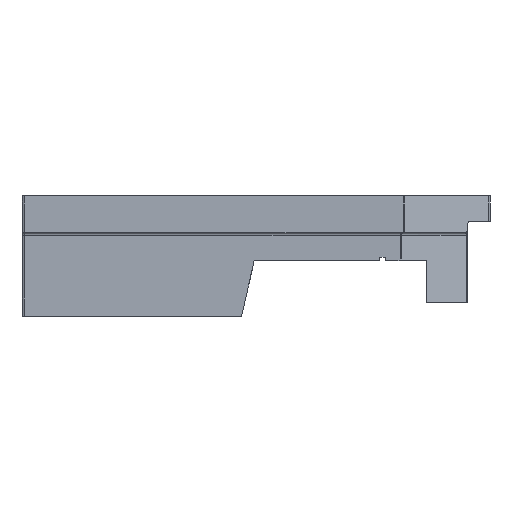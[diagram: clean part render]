
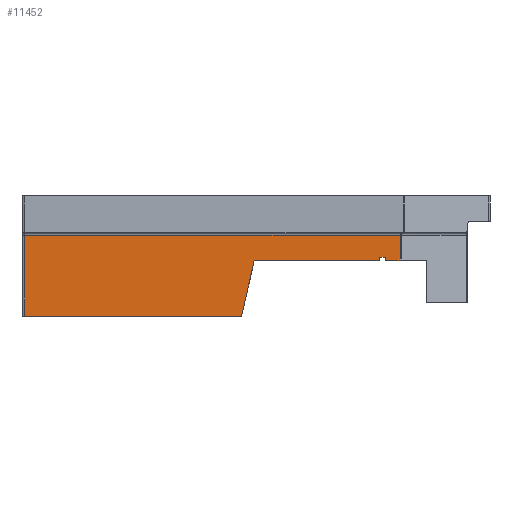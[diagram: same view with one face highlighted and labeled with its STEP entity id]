
A CAD part, left-side view. The second image highlights one B-rep face of the part: STEP entity #11452.
In plain terms, the highlighted planar face has unit normal (-1, 0, 0).
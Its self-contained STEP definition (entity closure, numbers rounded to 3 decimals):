
#1577=FACE_OUTER_BOUND('',#2205,.T.);
#2205=EDGE_LOOP('',(#9938,#9939,#9940,#9941,#9942,#9943,#9944,#9945,#9946,
#9947,#9948));
#2975=LINE('',#19306,#3991);
#2986=LINE('',#19328,#4002);
#3066=LINE('',#19563,#4082);
#3121=LINE('',#19860,#4137);
#3125=LINE('',#19868,#4141);
#3129=LINE('',#19874,#4145);
#3130=LINE('',#19876,#4146);
#3133=LINE('',#19882,#4149);
#3144=LINE('',#19919,#4160);
#3196=LINE('',#20054,#4212);
#3198=LINE('',#20057,#4214);
#3991=VECTOR('',#13357,10.);
#4002=VECTOR('',#13374,10.);
#4082=VECTOR('',#13614,106.944);
#4137=VECTOR('',#13901,10.);
#4141=VECTOR('',#13907,10.);
#4145=VECTOR('',#13913,10.);
#4146=VECTOR('',#13916,23.019);
#4149=VECTOR('',#13921,10.);
#4160=VECTOR('',#13964,106.944);
#4212=VECTOR('',#14128,23.019);
#4214=VECTOR('',#14132,23.019);
#5059=VERTEX_POINT('',#19303);
#5060=VERTEX_POINT('',#19305);
#5068=VERTEX_POINT('',#19327);
#5143=VERTEX_POINT('',#19562);
#5219=VERTEX_POINT('',#19834);
#5228=VERTEX_POINT('',#19858);
#5229=VERTEX_POINT('',#19859);
#5232=VERTEX_POINT('',#19867);
#5235=VERTEX_POINT('',#19880);
#5245=VERTEX_POINT('',#19918);
#5272=VERTEX_POINT('',#20053);
#6560=EDGE_CURVE('',#5060,#5059,#2975,.T.);
#6571=EDGE_CURVE('',#5068,#5060,#2986,.T.);
#6690=EDGE_CURVE('',#5143,#5068,#3066,.T.);
#6814=EDGE_CURVE('',#5228,#5229,#3121,.T.);
#6818=EDGE_CURVE('',#5232,#5228,#3125,.T.);
#6822=EDGE_CURVE('',#5059,#5232,#3129,.T.);
#6823=EDGE_CURVE('',#5219,#5143,#3130,.T.);
#6826=EDGE_CURVE('',#5229,#5235,#3133,.T.);
#6845=EDGE_CURVE('',#5245,#5219,#3144,.F.);
#6910=EDGE_CURVE('',#5235,#5272,#3196,.F.);
#6912=EDGE_CURVE('',#5272,#5245,#3198,.F.);
#9938=ORIENTED_EDGE('',*,*,#6571,.T.);
#9939=ORIENTED_EDGE('',*,*,#6560,.T.);
#9940=ORIENTED_EDGE('',*,*,#6822,.T.);
#9941=ORIENTED_EDGE('',*,*,#6818,.T.);
#9942=ORIENTED_EDGE('',*,*,#6814,.T.);
#9943=ORIENTED_EDGE('',*,*,#6826,.T.);
#9944=ORIENTED_EDGE('',*,*,#6910,.T.);
#9945=ORIENTED_EDGE('',*,*,#6912,.T.);
#9946=ORIENTED_EDGE('',*,*,#6845,.T.);
#9947=ORIENTED_EDGE('',*,*,#6823,.T.);
#9948=ORIENTED_EDGE('',*,*,#6690,.T.);
#10913=PLANE('',#12067);
#11452=ADVANCED_FACE('',(#1577),#10913,.F.);
#12067=AXIS2_PLACEMENT_3D('',#20056,#14130,#14131);
#13357=DIRECTION('',(0.,-1.,0.));
#13374=DIRECTION('',(0.,-0.225,0.974));
#13614=DIRECTION('',(0.,-1.,0.));
#13901=DIRECTION('',(0.,0.,-1.));
#13907=DIRECTION('',(0.,-1.,0.));
#13913=DIRECTION('',(0.,0.,1.));
#13916=DIRECTION('',(0.,0.,-1.));
#13921=DIRECTION('',(0.,-1.,0.));
#13964=DIRECTION('',(0.,-1.,0.));
#14128=DIRECTION('',(0.,0.,-1.));
#14130=DIRECTION('center_axis',(1.,0.,0.));
#14131=DIRECTION('ref_axis',(0.,0.,
1.));
#14132=DIRECTION('',(0.,0.,-1.));
#19303=CARTESIAN_POINT('',(-90.487,-101.974,15.759));
#19305=CARTESIAN_POINT('',(-90.487,-66.171,15.759));
#19306=CARTESIAN_POINT('',(-90.487,-57.687,15.759));
#19327=CARTESIAN_POINT('',(-90.487,-62.532,0.));
#19328=CARTESIAN_POINT('',(-90.487,-56.471,-26.257));
#19562=CARTESIAN_POINT('',(-90.487,-0.794,0.));
#19563=CARTESIAN_POINT('',(-90.487,-0.794,0.));
#19834=CARTESIAN_POINT('',(-90.487,-0.794,23.019));
#19858=CARTESIAN_POINT('',(-90.487,-103.474,16.759));
#19859=CARTESIAN_POINT('',(-90.487,-103.474,15.759));
#19860=CARTESIAN_POINT('',(-90.487,-103.474,19.786));
#19867=CARTESIAN_POINT('',(-90.487,-101.974,16.759));
#19868=CARTESIAN_POINT('',(-90.487,-46.535,16.759));
#19874=CARTESIAN_POINT('',(-90.487,-101.974,19.786));
#19876=CARTESIAN_POINT('',(-90.487,-0.794,23.019));
#19880=CARTESIAN_POINT('',(-90.487,-107.737,15.759));
#19882=CARTESIAN_POINT('',(-90.487,-57.687,15.759));
#19918=CARTESIAN_POINT('',(-90.487,-107.737,23.019));
#19919=CARTESIAN_POINT('',(-90.487,-0.794,23.019));
#20053=CARTESIAN_POINT('',(-90.487,-107.737,16.002));
#20054=CARTESIAN_POINT('',(-90.487,-107.737,23.019));
#20056=CARTESIAN_POINT('Origin',(-90.487,0.,
23.812));
#20057=CARTESIAN_POINT('',(-90.487,-107.737,23.019));
